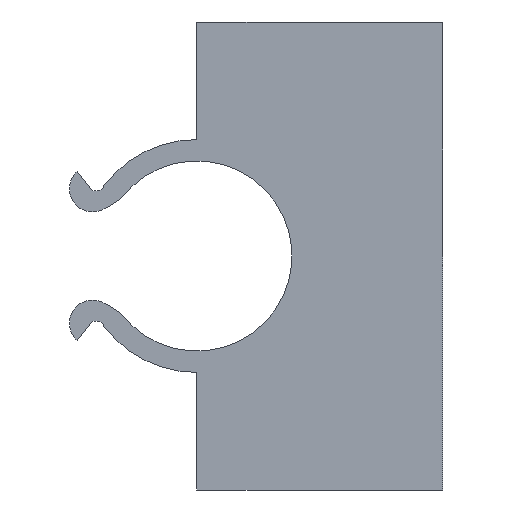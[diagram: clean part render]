
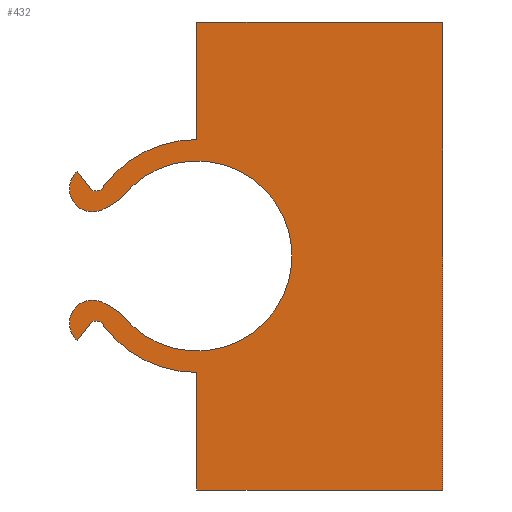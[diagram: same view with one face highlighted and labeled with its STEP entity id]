
A CAD part, front view. The second image highlights one B-rep face of the part: STEP entity #432.
In plain terms, the highlighted planar face has unit normal (0, -1, 0).
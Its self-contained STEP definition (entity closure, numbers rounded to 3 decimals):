
#18=CIRCLE('',#459,0.415);
#20=CIRCLE('',#463,4.448);
#22=CIRCLE('',#466,1.086);
#24=CIRCLE('',#470,0.415);
#26=CIRCLE('',#474,1.086);
#28=CIRCLE('',#477,4.448);
#36=CIRCLE('',#496,5.45);
#37=CIRCLE('',#498,5.45);
#38=CIRCLE('',#500,4.45);
#73=FACE_OUTER_BOUND('',#99,.T.);
#99=EDGE_LOOP('',(#378,#379,#380,#381,#382,#383,#384,#385,#386,#387,#388,
#389,#390,#391,#392,#393,#394,#395));
#102=LINE('',#642,#140);
#106=LINE('',#654,#144);
#112=LINE('',#675,#150);
#116=LINE('',#687,#154);
#125=LINE('',#723,#163);
#127=LINE('',#729,#165);
#132=LINE('',#738,#170);
#134=LINE('',#743,#172);
#137=LINE('',#747,#175);
#140=VECTOR('',#508,10.);
#144=VECTOR('',#520,10.);
#150=VECTOR('',#540,10.);
#154=VECTOR('',#552,10.);
#163=VECTOR('',#591,10.);
#165=VECTOR('',#595,10.);
#170=VECTOR('',#602,10.);
#172=VECTOR('',#606,10.);
#175=VECTOR('',#611,10.);
#178=VERTEX_POINT('',#639);
#179=VERTEX_POINT('',#641);
#181=VERTEX_POINT('',#647);
#183=VERTEX_POINT('',#653);
#186=VERTEX_POINT('',#660);
#187=VERTEX_POINT('',#662);
#190=VERTEX_POINT('',#672);
#191=VERTEX_POINT('',#674);
#193=VERTEX_POINT('',#680);
#195=VERTEX_POINT('',#686);
#197=VERTEX_POINT('',#692);
#199=VERTEX_POINT('',#698);
#205=VERTEX_POINT('',#717);
#207=VERTEX_POINT('',#721);
#208=VERTEX_POINT('',#725);
#210=VERTEX_POINT('',#728);
#213=VERTEX_POINT('',#736);
#215=VERTEX_POINT('',#742);
#218=EDGE_CURVE('',#179,#178,#102,.T.);
#221=EDGE_CURVE('',#181,#179,#18,.T.);
#224=EDGE_CURVE('',#183,#181,#106,.T.);
#228=EDGE_CURVE('',#187,#186,#20,.T.);
#231=EDGE_CURVE('',#178,#187,#22,.T.);
#234=EDGE_CURVE('',#191,#190,#112,.T.);
#237=EDGE_CURVE('',#193,#191,#24,.T.);
#240=EDGE_CURVE('',#195,#193,#116,.T.);
#243=EDGE_CURVE('',#197,#195,#26,.T.);
#246=EDGE_CURVE('',#199,#197,#28,.T.);
#257=EDGE_CURVE('',#205,#207,#125,.T.);
#259=EDGE_CURVE('',#210,#208,#127,.T.);
#264=EDGE_CURVE('',#207,#213,#132,.T.);
#266=EDGE_CURVE('',#215,#210,#134,.T.);
#269=EDGE_CURVE('',#213,#215,#137,.T.);
#273=EDGE_CURVE('',#183,#208,#36,.T.);
#274=EDGE_CURVE('',#205,#190,#37,.T.);
#275=EDGE_CURVE('',#199,#186,#38,.T.);
#378=ORIENTED_EDGE('',*,*,#275,.F.);
#379=ORIENTED_EDGE('',*,*,#246,.T.);
#380=ORIENTED_EDGE('',*,*,#243,.T.);
#381=ORIENTED_EDGE('',*,*,#240,.T.);
#382=ORIENTED_EDGE('',*,*,#237,.T.);
#383=ORIENTED_EDGE('',*,*,#234,.T.);
#384=ORIENTED_EDGE('',*,*,#274,.F.);
#385=ORIENTED_EDGE('',*,*,#257,.T.);
#386=ORIENTED_EDGE('',*,*,#264,.T.);
#387=ORIENTED_EDGE('',*,*,#269,.T.);
#388=ORIENTED_EDGE('',*,*,#266,.T.);
#389=ORIENTED_EDGE('',*,*,#259,.T.);
#390=ORIENTED_EDGE('',*,*,#273,.F.);
#391=ORIENTED_EDGE('',*,*,#224,.T.);
#392=ORIENTED_EDGE('',*,*,#221,.T.);
#393=ORIENTED_EDGE('',*,*,#218,.T.);
#394=ORIENTED_EDGE('',*,*,#231,.T.);
#395=ORIENTED_EDGE('',*,*,#228,.T.);
#408=PLANE('',#501);
#432=ADVANCED_FACE('',(#73),#408,.F.);
#459=AXIS2_PLACEMENT_3D('',#648,#514,#515);
#463=AXIS2_PLACEMENT_3D('',#663,#527,#528);
#466=AXIS2_PLACEMENT_3D('',#667,#534,#535);
#470=AXIS2_PLACEMENT_3D('',#681,#546,#547);
#474=AXIS2_PLACEMENT_3D('',#693,#558,#559);
#477=AXIS2_PLACEMENT_3D('',#699,#565,#566);
#496=AXIS2_PLACEMENT_3D('',#753,#622,#623);
#498=AXIS2_PLACEMENT_3D('',#755,#626,#627);
#500=AXIS2_PLACEMENT_3D('',#757,#630,#631);
#501=AXIS2_PLACEMENT_3D('',#758,#632,#633);
#508=DIRECTION('',(-0.618,0.,0.786));
#514=DIRECTION('center_axis',(0.,1.,0.));
#515=DIRECTION('ref_axis',(-0.888,0.,0.459));
#520=DIRECTION('',(-0.097,0.,-0.995));
#527=DIRECTION('center_axis',(0.,-1.,0.));
#528=DIRECTION('ref_axis',(0.607,0.,-0.794));
#534=DIRECTION('center_axis',(0.,-1.,0.));
#535=DIRECTION('ref_axis',(0.4,0.,-0.917));
#540=DIRECTION('',(0.097,0.,-0.995));
#546=DIRECTION('center_axis',(0.,1.,0.));
#547=DIRECTION('ref_axis',(0.508,0.,-0.861));
#552=DIRECTION('',(0.618,0.,0.786));
#558=DIRECTION('center_axis',(0.,-1.,0.));
#559=DIRECTION('ref_axis',(-0.665,0.,-0.746));
#565=DIRECTION('center_axis',(0.,-1.,0.));
#566=DIRECTION('ref_axis',(0.407,0.,0.914));
#591=DIRECTION('',(0.,0.,-1.));
#595=DIRECTION('',(0.,0.,-1.));
#602=DIRECTION('',(1.,0.,0.));
#606=DIRECTION('',(-1.,0.,0.));
#611=DIRECTION('',(0.,0.,1.));
#622=DIRECTION('center_axis',(0.,1.,0.));
#623=DIRECTION('ref_axis',(-1.,0.,0.));
#626=DIRECTION('center_axis',(0.,1.,0.));
#627=DIRECTION('ref_axis',(-1.,0.,0.));
#630=DIRECTION('center_axis',(0.,-1.,0.));
#631=DIRECTION('ref_axis',(1.,0.,0.));
#632=DIRECTION('center_axis',(0.,1.,0.));
#633=DIRECTION('ref_axis',(0.,0.,1.));
#639=CARTESIAN_POINT('',(-5.601,0.,3.958));
#641=CARTESIAN_POINT('',(-4.929,0.,3.103));
#642=CARTESIAN_POINT('',(-5.601,0.,3.958));
#647=CARTESIAN_POINT('',(-4.35,0.,3.27));
#648=CARTESIAN_POINT('Origin',(-4.719,0.,3.461));
#653=CARTESIAN_POINT('',(-4.349,0.,3.285));
#654=CARTESIAN_POINT('',(-4.35,0.,3.27));
#660=CARTESIAN_POINT('',(-3.551,0.,2.682));
#662=CARTESIAN_POINT('',(-4.444,0.,2.152));
#663=CARTESIAN_POINT('Origin',(-6.252,0.,6.216));
#667=CARTESIAN_POINT('Origin',(-4.878,0.,3.147));
#672=CARTESIAN_POINT('',(-4.349,0.,-3.285));
#674=CARTESIAN_POINT('',(-4.35,0.,-3.27));
#675=CARTESIAN_POINT('',(-4.349,0.,-3.285));
#680=CARTESIAN_POINT('',(-4.929,0.,-3.103));
#681=CARTESIAN_POINT('Origin',(-4.719,0.,-3.461));
#686=CARTESIAN_POINT('',(-5.601,0.,-3.958));
#687=CARTESIAN_POINT('',(-4.929,0.,-3.103));
#692=CARTESIAN_POINT('',(-4.444,0.,-2.152));
#693=CARTESIAN_POINT('Origin',(-4.878,0.,-3.147));
#698=CARTESIAN_POINT('',(-3.551,0.,-2.682));
#699=CARTESIAN_POINT('Origin',(-6.252,0.,-6.216));
#717=CARTESIAN_POINT('',(0.,0.,-5.45));
#721=CARTESIAN_POINT('',(0.,0.,-10.95));
#723=CARTESIAN_POINT('',(0.,0.,-10.95));
#725=CARTESIAN_POINT('',(0.,0.,5.45));
#728=CARTESIAN_POINT('',(0.,0.,10.95));
#729=CARTESIAN_POINT('',(0.,0.,4.45));
#736=CARTESIAN_POINT('',(11.5,0.,-10.95));
#738=CARTESIAN_POINT('',(11.5,0.,-10.95));
#742=CARTESIAN_POINT('',(11.5,0.,10.95));
#743=CARTESIAN_POINT('',(0.,0.,10.95));
#747=CARTESIAN_POINT('',(11.5,0.,10.95));
#753=CARTESIAN_POINT('Origin',(0.,0.,0.));
#755=CARTESIAN_POINT('Origin',(0.,0.,0.));
#757=CARTESIAN_POINT('Origin',(0.,0.,0.));
#758=CARTESIAN_POINT('Origin',(0.551,0.,0.));
